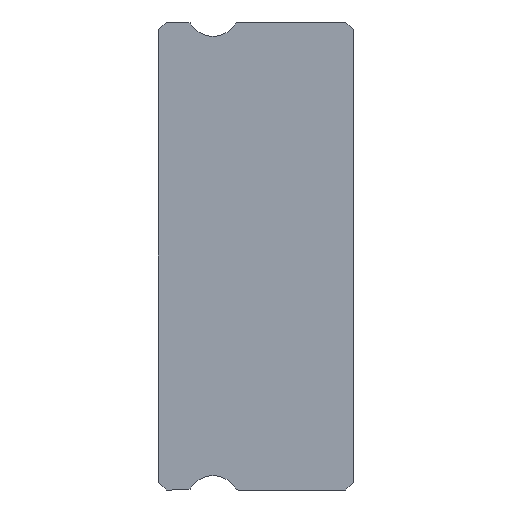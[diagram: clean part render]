
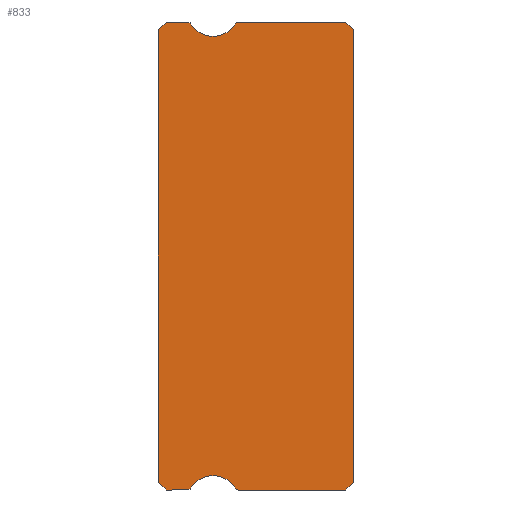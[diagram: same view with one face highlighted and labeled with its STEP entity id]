
A CAD part, left-side view. The second image highlights one B-rep face of the part: STEP entity #833.
In plain terms, the highlighted planar face has unit normal (-1, 0, 0).
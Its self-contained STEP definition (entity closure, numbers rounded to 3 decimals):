
#20 = CARTESIAN_POINT ( 'NONE',  ( -15., 7.2, 9. ) ) ;
#25 = CARTESIAN_POINT ( 'NONE',  ( -15., 7.5, -8.7 ) ) ;
#46 = PLANE ( 'NONE',  #2202 ) ;
#50 = EDGE_CURVE ( 'NONE', #1127, #762, #2052, .T. ) ;
#86 = EDGE_CURVE ( 'NONE', #1575, #793, #714, .T. ) ;
#128 = DIRECTION ( 'NONE',  ( 1., 0., 0. ) ) ;
#135 = EDGE_CURVE ( 'NONE', #1468, #1635, #1305, .T. ) ;
#146 = CIRCLE ( 'NONE', #881, 0.15 ) ;
#177 = VECTOR ( 'NONE', #528, 1000. ) ;
#207 = VECTOR ( 'NONE', #1409, 1000. ) ;
#208 = DIRECTION ( 'NONE',  ( 0., 0., -1. ) ) ;
#216 = DIRECTION ( 'NONE',  ( 1., 0., 0. ) ) ;
#225 = CARTESIAN_POINT ( 'NONE',  ( -15., 0., 8.7 ) ) ;
#242 = CARTESIAN_POINT ( 'NONE',  ( -15., 5.4, -9.45 ) ) ;
#260 = DIRECTION ( 'NONE',  ( 0., 0., -1. ) ) ;
#261 = CARTESIAN_POINT ( 'NONE',  ( -15., 7.5, 8.7 ) ) ;
#266 = CARTESIAN_POINT ( 'NONE',  ( -15., 5.4, 9.45 ) ) ;
#287 = ORIENTED_EDGE ( 'NONE', *, *, #1371, .F. ) ;
#306 = EDGE_CURVE ( 'NONE', #1121, #1340, #1052, .T. ) ;
#334 = LINE ( 'NONE', #1365, #817 ) ;
#353 = CARTESIAN_POINT ( 'NONE',  ( -15., 7.2, -9. ) ) ;
#355 = CARTESIAN_POINT ( 'NONE',  ( -15., 4.419, 9. ) ) ;
#377 = VERTEX_POINT ( 'NONE', #355 ) ;
#386 = CARTESIAN_POINT ( 'NONE',  ( -15., 4.419, 8.85 ) ) ;
#393 = DIRECTION ( 'NONE',  ( 0., -0.707, -0.707 ) ) ;
#398 = LINE ( 'NONE', #1407, #1690 ) ;
#422 = LINE ( 'NONE', #1644, #959 ) ;
#438 = ORIENTED_EDGE ( 'NONE', *, *, #1119, .T. ) ;
#528 = DIRECTION ( 'NONE',  ( 0., 1., 0. ) ) ;
#563 = ORIENTED_EDGE ( 'NONE', *, *, #971, .T. ) ;
#577 = EDGE_CURVE ( 'NONE', #1540, #1990, #727, .T. ) ;
#596 = AXIS2_PLACEMENT_3D ( 'NONE', #1652, #128, #260 ) ;
#601 = CARTESIAN_POINT ( 'NONE',  ( -15., 4.547, -8.928 ) ) ;
#667 = DIRECTION ( 'NONE',  ( 0., 0., -1. ) ) ;
#679 = VECTOR ( 'NONE', #1399, 1000. ) ;
#692 = EDGE_CURVE ( 'NONE', #744, #1474, #398, .T. ) ;
#701 = AXIS2_PLACEMENT_3D ( 'NONE', #266, #1627, #1465 ) ;
#704 = VECTOR ( 'NONE', #393, 1000. ) ;
#711 = LINE ( 'NONE', #732, #207 ) ;
#714 = LINE ( 'NONE', #1567, #1410 ) ;
#727 = LINE ( 'NONE', #1908, #704 ) ;
#732 = CARTESIAN_POINT ( 'NONE',  ( -15., 0., -8.7 ) ) ;
#744 = VERTEX_POINT ( 'NONE', #25 ) ;
#748 = AXIS2_PLACEMENT_3D ( 'NONE', #1301, #936, #1987 ) ;
#759 = LINE ( 'NONE', #782, #2163 ) ;
#762 = VERTEX_POINT ( 'NONE', #1429 ) ;
#780 = ORIENTED_EDGE ( 'NONE', *, *, #135, .F. ) ;
#782 = CARTESIAN_POINT ( 'NONE',  ( -15., 7.5, 8.7 ) ) ;
#793 = VERTEX_POINT ( 'NONE', #1092 ) ;
#800 = ORIENTED_EDGE ( 'NONE', *, *, #306, .F. ) ;
#817 = VECTOR ( 'NONE', #2051, 1000. ) ;
#819 = AXIS2_PLACEMENT_3D ( 'NONE', #923, #1089, #1469 ) ;
#823 = CARTESIAN_POINT ( 'NONE',  ( -15., 0.3, -9. ) ) ;
#833 = ADVANCED_FACE ( 'NONE', ( #2084 ), #46, .F. ) ;
#843 = EDGE_LOOP ( 'NONE', ( #1534, #1345, #438, #1328, #780, #1166, #1158, #1308, #2175, #1722, #1287, #1999, #1628, #287, #800, #1241, #563 ) ) ;
#853 = VERTEX_POINT ( 'NONE', #886 ) ;
#863 = LINE ( 'NONE', #353, #1180 ) ;
#881 = AXIS2_PLACEMENT_3D ( 'NONE', #386, #216, #1929 ) ;
#886 = CARTESIAN_POINT ( 'NONE',  ( -15., 0., -8.7 ) ) ;
#910 = LINE ( 'NONE', #1733, #679 ) ;
#923 = CARTESIAN_POINT ( 'NONE',  ( -15., 4.419, -8.85 ) ) ;
#936 = DIRECTION ( 'NONE',  ( -1., 0., 0. ) ) ;
#946 = DIRECTION ( 'NONE',  ( 0., 0., 1. ) ) ;
#959 = VECTOR ( 'NONE', #946, 1000. ) ;
#971 = EDGE_CURVE ( 'NONE', #2023, #1474, #759, .T. ) ;
#986 = AXIS2_PLACEMENT_3D ( 'NONE', #242, #1398, #1411 ) ;
#1043 = CARTESIAN_POINT ( 'NONE',  ( -15., 6.381, 8.85 ) ) ;
#1048 = CARTESIAN_POINT ( 'NONE',  ( -15., 6.253, -8.928 ) ) ;
#1051 = CARTESIAN_POINT ( 'NONE',  ( -15., 7.2, -9. ) ) ;
#1052 = CIRCLE ( 'NONE', #596, 0.15 ) ;
#1053 = DIRECTION ( 'NONE',  ( 1., 0., 0. ) ) ;
#1089 = DIRECTION ( 'NONE',  ( 1., 0., 0. ) ) ;
#1092 = CARTESIAN_POINT ( 'NONE',  ( -15., 4.419, -9. ) ) ;
#1104 = CARTESIAN_POINT ( 'NONE',  ( -15., 6.253, 8.928 ) ) ;
#1119 = EDGE_CURVE ( 'NONE', #1310, #1430, #334, .T. ) ;
#1121 = VERTEX_POINT ( 'NONE', #1338 ) ;
#1127 = VERTEX_POINT ( 'NONE', #1356 ) ;
#1143 = CIRCLE ( 'NONE', #748, 1. ) ;
#1158 = ORIENTED_EDGE ( 'NONE', *, *, #86, .F. ) ;
#1166 = ORIENTED_EDGE ( 'NONE', *, *, #1460, .F. ) ;
#1180 = VECTOR ( 'NONE', #2062, 1000. ) ;
#1241 = ORIENTED_EDGE ( 'NONE', *, *, #1648, .T. ) ;
#1242 = EDGE_CURVE ( 'NONE', #744, #1310, #863, .T. ) ;
#1269 = CARTESIAN_POINT ( 'NONE',  ( -15., 6.381, -9. ) ) ;
#1287 = ORIENTED_EDGE ( 'NONE', *, *, #1322, .F. ) ;
#1301 = CARTESIAN_POINT ( 'NONE',  ( -15., 5.4, 9.45 ) ) ;
#1305 = CIRCLE ( 'NONE', #986, 1. ) ;
#1308 = ORIENTED_EDGE ( 'NONE', *, *, #1711, .F. ) ;
#1310 = VERTEX_POINT ( 'NONE', #1051 ) ;
#1318 = CIRCLE ( 'NONE', #1387, 0.15 ) ;
#1322 = EDGE_CURVE ( 'NONE', #377, #1540, #910, .T. ) ;
#1328 = ORIENTED_EDGE ( 'NONE', *, *, #1941, .F. ) ;
#1332 = DIRECTION ( 'NONE',  ( 1., 0., 0. ) ) ;
#1338 = CARTESIAN_POINT ( 'NONE',  ( -15., 6.381, 9. ) ) ;
#1339 = EDGE_CURVE ( 'NONE', #853, #1990, #422, .T. ) ;
#1340 = VERTEX_POINT ( 'NONE', #1104 ) ;
#1345 = ORIENTED_EDGE ( 'NONE', *, *, #1242, .T. ) ;
#1356 = CARTESIAN_POINT ( 'NONE',  ( -15., 5.4, 8.45 ) ) ;
#1365 = CARTESIAN_POINT ( 'NONE',  ( -15., 6.381, -9. ) ) ;
#1371 = EDGE_CURVE ( 'NONE', #1340, #1127, #1143, .T. ) ;
#1387 = AXIS2_PLACEMENT_3D ( 'NONE', #2199, #1332, #667 ) ;
#1397 = LINE ( 'NONE', #20, #177 ) ;
#1398 = DIRECTION ( 'NONE',  ( -1., 0., 0. ) ) ;
#1399 = DIRECTION ( 'NONE',  ( 0., -1., 0. ) ) ;
#1407 = CARTESIAN_POINT ( 'NONE',  ( -15., 7.5, 8.85 ) ) ;
#1409 = DIRECTION ( 'NONE',  ( 0., 0.707, -0.707 ) ) ;
#1410 = VECTOR ( 'NONE', #1915, 1000. ) ;
#1411 = DIRECTION ( 'NONE',  ( 0., 0., -1. ) ) ;
#1429 = CARTESIAN_POINT ( 'NONE',  ( -15., 4.547, 8.928 ) ) ;
#1430 = VERTEX_POINT ( 'NONE', #1269 ) ;
#1439 = DIRECTION ( 'NONE',  ( 0., 0.707, -0.707 ) ) ;
#1460 = EDGE_CURVE ( 'NONE', #793, #1468, #1823, .T. ) ;
#1465 = DIRECTION ( 'NONE',  ( 0., 0., -1. ) ) ;
#1468 = VERTEX_POINT ( 'NONE', #601 ) ;
#1469 = DIRECTION ( 'NONE',  ( 0., 0., -1. ) ) ;
#1474 = VERTEX_POINT ( 'NONE', #261 ) ;
#1523 = CARTESIAN_POINT ( 'NONE',  ( -15., 0.3, 9. ) ) ;
#1534 = ORIENTED_EDGE ( 'NONE', *, *, #692, .F. ) ;
#1540 = VERTEX_POINT ( 'NONE', #1523 ) ;
#1567 = CARTESIAN_POINT ( 'NONE',  ( -15., 6.381, -9. ) ) ;
#1574 = CARTESIAN_POINT ( 'NONE',  ( -15., 7.2, 9. ) ) ;
#1575 = VERTEX_POINT ( 'NONE', #823 ) ;
#1627 = DIRECTION ( 'NONE',  ( -1., 0., 0. ) ) ;
#1628 = ORIENTED_EDGE ( 'NONE', *, *, #50, .F. ) ;
#1635 = VERTEX_POINT ( 'NONE', #1048 ) ;
#1644 = CARTESIAN_POINT ( 'NONE',  ( -15., 0., 8.7 ) ) ;
#1648 = EDGE_CURVE ( 'NONE', #1121, #2023, #1397, .T. ) ;
#1652 = CARTESIAN_POINT ( 'NONE',  ( -15., 6.381, 8.85 ) ) ;
#1690 = VECTOR ( 'NONE', #1926, 1000. ) ;
#1702 = EDGE_CURVE ( 'NONE', #762, #377, #146, .T. ) ;
#1711 = EDGE_CURVE ( 'NONE', #853, #1575, #711, .T. ) ;
#1722 = ORIENTED_EDGE ( 'NONE', *, *, #577, .F. ) ;
#1733 = CARTESIAN_POINT ( 'NONE',  ( -15., 6.381, 9. ) ) ;
#1823 = CIRCLE ( 'NONE', #819, 0.15 ) ;
#1908 = CARTESIAN_POINT ( 'NONE',  ( -15., 0.3, 9. ) ) ;
#1915 = DIRECTION ( 'NONE',  ( 0., 1., 0. ) ) ;
#1926 = DIRECTION ( 'NONE',  ( 0., 0., 1. ) ) ;
#1929 = DIRECTION ( 'NONE',  ( 0., 0., -1. ) ) ;
#1941 = EDGE_CURVE ( 'NONE', #1635, #1430, #1318, .T. ) ;
#1987 = DIRECTION ( 'NONE',  ( 0., 0., -1. ) ) ;
#1990 = VERTEX_POINT ( 'NONE', #225 ) ;
#1999 = ORIENTED_EDGE ( 'NONE', *, *, #1702, .F. ) ;
#2023 = VERTEX_POINT ( 'NONE', #1574 ) ;
#2051 = DIRECTION ( 'NONE',  ( 0., -1., 0. ) ) ;
#2052 = CIRCLE ( 'NONE', #701, 1. ) ;
#2062 = DIRECTION ( 'NONE',  ( 0., -0.707, -0.707 ) ) ;
#2084 = FACE_OUTER_BOUND ( 'NONE', #843, .T. ) ;
#2163 = VECTOR ( 'NONE', #1439, 1000. ) ;
#2175 = ORIENTED_EDGE ( 'NONE', *, *, #1339, .T. ) ;
#2199 = CARTESIAN_POINT ( 'NONE',  ( -15., 6.381, -8.85 ) ) ;
#2202 = AXIS2_PLACEMENT_3D ( 'NONE', #1043, #1053, #208 ) ;
